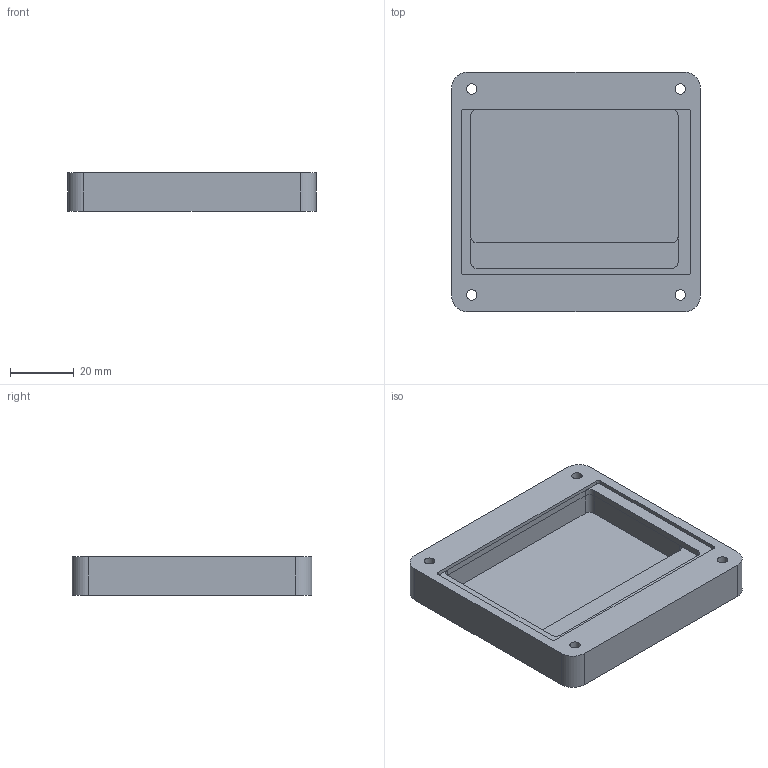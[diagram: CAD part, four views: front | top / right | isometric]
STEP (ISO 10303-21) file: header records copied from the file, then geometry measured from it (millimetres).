
FILE_DESCRIPTION(('FreeCAD Model'),'2;1');
FILE_NAME('Open CASCADE Shape Model','2024-01-03T11:04:51',(''),(''), 'Open CASCADE STEP processor 7.7','FreeCAD','Unknown');
FILE_SCHEMA(('AUTOMOTIVE_DESIGN { 1 0 10303 214 1 1 1 1 }'));
Length unit declared in the file: millimetre
Products named in the file (1): bot
Bounding box: 78 x 75.2 x 12 mm (x, y, z)
Volume: 39989.5 mm3; surface area: 17976.6 mm2
Topology: 1 solids, 1 shells, 49 faces, 118 edges, 76 vertices
Faces by surface type: plane 25, cylinder 24
Full cylindrical faces by diameter (mm): 3.25 x4, 4.6 x4
Entity records: 1472 total; most frequent: DIRECTION 264, CARTESIAN_POINT 244, ORIENTED_EDGE 236, EDGE_CURVE 118, AXIS2_PLACEMENT_3D 96, VERTEX_POINT 76, LINE 72, VECTOR 72
